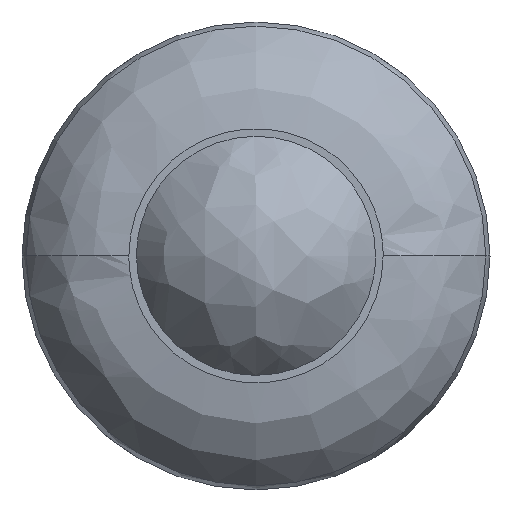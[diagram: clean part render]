
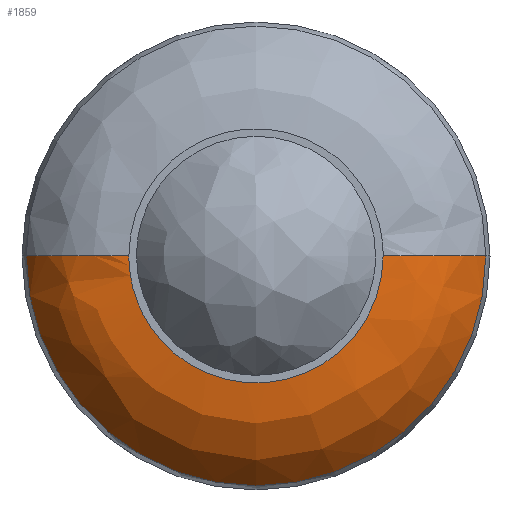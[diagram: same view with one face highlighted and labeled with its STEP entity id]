
A CAD part, top view. The second image highlights one B-rep face of the part: STEP entity #1859.
In plain terms, the highlighted free-form (B-spline) face has degree [3, 3] with [4, 4] control points.
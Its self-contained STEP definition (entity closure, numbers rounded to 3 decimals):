
#14 = DIRECTION ( 'NONE',  ( 0., -1., 0. ) ) ;
#69 = DIRECTION ( 'NONE',  ( 1., 0., 0. ) ) ;
#82 = ORIENTED_EDGE ( 'NONE', *, *, #3059, .F. ) ;
#109 = CARTESIAN_POINT ( 'NONE',  ( -11.739, 0., 18.796 ) ) ;
#161 = CARTESIAN_POINT ( 'NONE',  ( 8.722, 0., 18.796 ) ) ;
#177 = CARTESIAN_POINT ( 'NONE',  ( 15.762, 0., 14.596 ) ) ;
#243 = CARTESIAN_POINT ( 'NONE',  ( -8.722, 0., 18.796 ) ) ;
#359 = CARTESIAN_POINT ( 'NONE',  ( 15.762, -31.525, 14.596 ) ) ;
#378 = CARTESIAN_POINT ( 'NONE',  ( -14.329, -28.659, 17.251 ) ) ;
#460 = CARTESIAN_POINT ( 'NONE',  ( 15.762, 0., 14.596 ) ) ;
#789 = CARTESIAN_POINT ( 'NONE',  ( 8.722, -17.445, 18.796 ) ) ;
#930 = CARTESIAN_POINT ( 'NONE',  ( 11.739, -23.478, 18.796 ) ) ;
#1047 =( BOUNDED_CURVE ( )  B_SPLINE_CURVE ( 3, ( #1147, #789, #1718, #243 ),
 .UNSPECIFIED., .F., .F. ) 
 B_SPLINE_CURVE_WITH_KNOTS ( ( 4, 4 ),
 ( 0., 0.5 ),
 .UNSPECIFIED. ) 
 CURVE ( )  GEOMETRIC_REPRESENTATION_ITEM ( )  RATIONAL_B_SPLINE_CURVE ( ( 1., 0.333, 0.333, 1. ) ) 
 REPRESENTATION_ITEM ( '' )  );
#1074 = DIRECTION ( 'NONE',  ( 1., 0., 0. ) ) ;
#1129 = DIRECTION ( 'NONE',  ( 0., 0., -1. ) ) ;
#1135 = DIRECTION ( 'NONE',  ( -1., 0., 0. ) ) ;
#1147 = CARTESIAN_POINT ( 'NONE',  ( 8.722, 0., 18.796 ) ) ;
#1159 =( BOUNDED_SURFACE ( )  B_SPLINE_SURFACE ( 3, 3, ( 
 ( #3458, #3288, #2367, #2887 ),
 ( #109, #1229, #930, #2923 ),
 ( #2716, #378, #2989, #1246 ),
 ( #2074, #1508, #359, #460 ) ),
 .UNSPECIFIED., .F., .F., .F. ) 
 B_SPLINE_SURFACE_WITH_KNOTS ( ( 4, 4 ),
 ( 4, 4 ),
 ( 0., 1. ),
 ( 0., 1. ),
 .UNSPECIFIED. ) 
 GEOMETRIC_REPRESENTATION_ITEM ( )  RATIONAL_B_SPLINE_SURFACE ( (
 ( 1., 0.333, 0.333, 1.),
 ( 0.906, 0.302, 0.302, 0.906),
 ( 0.906, 0.302, 0.302, 0.906),
 ( 1., 0.333, 0.333, 1.) ) ) 
 REPRESENTATION_ITEM ( '' )  SURFACE ( )  );
#1208 = EDGE_CURVE ( 'NONE', #2791, #2675, #2203, .T. ) ;
#1229 = CARTESIAN_POINT ( 'NONE',  ( -11.739, -23.478, 18.796 ) ) ;
#1246 = CARTESIAN_POINT ( 'NONE',  ( 14.329, 0., 17.251 ) ) ;
#1508 = CARTESIAN_POINT ( 'NONE',  ( -15.762, -31.525, 14.596 ) ) ;
#1718 = CARTESIAN_POINT ( 'NONE',  ( -8.722, -17.445, 18.796 ) ) ;
#1859 = ADVANCED_FACE ( 'NONE', ( #1864 ), #1159, .T. ) ;
#1864 = FACE_OUTER_BOUND ( 'NONE', #3010, .T. ) ;
#1869 = ORIENTED_EDGE ( 'NONE', *, *, #3350, .T. ) ;
#1897 = CARTESIAN_POINT ( 'NONE',  ( -15.762, 0., 14.596 ) ) ;
#1926 = EDGE_CURVE ( 'NONE', #2451, #2675, #2819, .T. ) ;
#2074 = CARTESIAN_POINT ( 'NONE',  ( -15.762, 0., 14.596 ) ) ;
#2203 = CIRCLE ( 'NONE', #3493, 8. ) ;
#2290 = AXIS2_PLACEMENT_3D ( 'NONE', #2822, #1129, #1074 ) ;
#2311 = CARTESIAN_POINT ( 'NONE',  ( 8.722, 0., 10.796 ) ) ;
#2367 = CARTESIAN_POINT ( 'NONE',  ( 8.722, -17.445, 18.796 ) ) ;
#2451 = VERTEX_POINT ( 'NONE', #177 ) ;
#2563 = CARTESIAN_POINT ( 'NONE',  ( -8.722, 0., 18.796 ) ) ;
#2667 = DIRECTION ( 'NONE',  ( 0., 1., 0. ) ) ;
#2675 = VERTEX_POINT ( 'NONE', #1897 ) ;
#2685 = AXIS2_PLACEMENT_3D ( 'NONE', #2311, #2667, #69 ) ;
#2716 = CARTESIAN_POINT ( 'NONE',  ( -14.329, 0., 17.251 ) ) ;
#2778 = CARTESIAN_POINT ( 'NONE',  ( -8.722, 0., 10.796 ) ) ;
#2791 = VERTEX_POINT ( 'NONE', #2563 ) ;
#2819 = CIRCLE ( 'NONE', #2290, 15.762 ) ;
#2822 = CARTESIAN_POINT ( 'NONE',  ( 0., 0., 14.596 ) ) ;
#2887 = CARTESIAN_POINT ( 'NONE',  ( 8.722, 0., 18.796 ) ) ;
#2923 = CARTESIAN_POINT ( 'NONE',  ( 11.739, 0., 18.796 ) ) ;
#2989 = CARTESIAN_POINT ( 'NONE',  ( 14.329, -28.659, 17.251 ) ) ;
#3010 = EDGE_LOOP ( 'NONE', ( #1869, #3443, #3556, #82 ) ) ;
#3059 = EDGE_CURVE ( 'NONE', #3307, #2451, #3334, .T. ) ;
#3288 = CARTESIAN_POINT ( 'NONE',  ( -8.722, -17.445, 18.796 ) ) ;
#3307 = VERTEX_POINT ( 'NONE', #161 ) ;
#3334 = CIRCLE ( 'NONE', #2685, 8. ) ;
#3350 = EDGE_CURVE ( 'NONE', #3307, #2791, #1047, .T. ) ;
#3443 = ORIENTED_EDGE ( 'NONE', *, *, #1208, .T. ) ;
#3458 = CARTESIAN_POINT ( 'NONE',  ( -8.722, 0., 18.796 ) ) ;
#3493 = AXIS2_PLACEMENT_3D ( 'NONE', #2778, #14, #1135 ) ;
#3556 = ORIENTED_EDGE ( 'NONE', *, *, #1926, .F. ) ;
